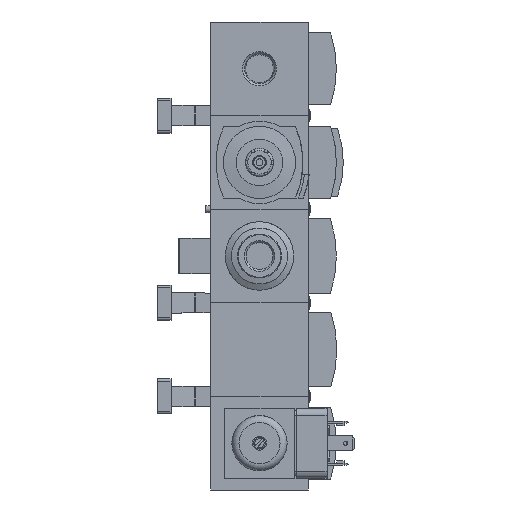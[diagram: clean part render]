
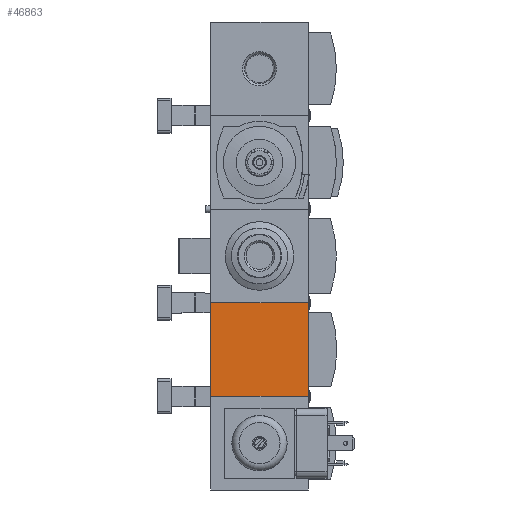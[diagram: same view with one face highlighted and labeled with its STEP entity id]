
A CAD part, front view. The second image highlights one B-rep face of the part: STEP entity #46863.
In plain terms, the highlighted planar face has unit normal (0, -1, 0).
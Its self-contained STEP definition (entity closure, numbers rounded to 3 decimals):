
#1323=PLANE('',#49726);
#4209=LINE('',#67880,#8112);
#4315=LINE('',#68102,#8218);
#4330=LINE('',#68140,#8233);
#4371=LINE('',#68248,#8274);
#8112=VECTOR('',#56934,1000.);
#8218=VECTOR('',#57106,1000.);
#8233=VECTOR('',#57135,1000.);
#8274=VECTOR('',#57218,1000.);
#16833=ORIENTED_EDGE('',*,*,#23352,.F.);
#16834=ORIENTED_EDGE('',*,*,#23466,.F.);
#16835=ORIENTED_EDGE('',*,*,#23540,.F.);
#16836=ORIENTED_EDGE('',*,*,#23486,.F.);
#23352=EDGE_CURVE('',#27485,#27486,#4209,.T.);
#23466=EDGE_CURVE('',#27568,#27485,#4315,.T.);
#23486=EDGE_CURVE('',#27486,#27585,#4330,.T.);
#23540=EDGE_CURVE('',#27585,#27568,#4371,.T.);
#27485=VERTEX_POINT('',#67879);
#27486=VERTEX_POINT('',#67881);
#27568=VERTEX_POINT('',#68101);
#27585=VERTEX_POINT('',#68141);
#31268=EDGE_LOOP('',(#16833,#16834,#16835,#16836));
#33533=FACE_BOUND('',#31268,.T.);
#46863=ADVANCED_FACE('',(#33533),#1323,.F.);
#49726=AXIS2_PLACEMENT_3D('',#68830,#57715,#57716);
#56934=DIRECTION('',(0.,0.,1.));
#57106=DIRECTION('',(-1.,0.,0.));
#57135=DIRECTION('',(1.,0.,0.));
#57218=DIRECTION('',(0.,0.,-1.));
#57715=DIRECTION('',(0.,1.,0.));
#57716=DIRECTION('',(0.,0.,1.));
#67879=CARTESIAN_POINT('',(-21.,-31.5,-20.1));
#67880=CARTESIAN_POINT('',(-21.,-31.5,-20.1));
#67881=CARTESIAN_POINT('',(-21.,-31.5,20.1));
#68101=CARTESIAN_POINT('',(21.,-31.5,-20.1));
#68102=CARTESIAN_POINT('',(21.,-31.5,-20.1));
#68140=CARTESIAN_POINT('',(-21.,-31.5,20.1));
#68141=CARTESIAN_POINT('',(21.,-31.5,20.1));
#68248=CARTESIAN_POINT('',(21.,-31.5,20.1));
#68830=CARTESIAN_POINT('',(0.,-31.5,0.));
